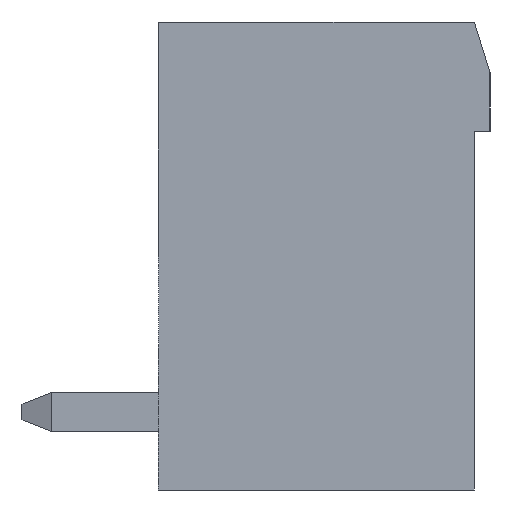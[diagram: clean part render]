
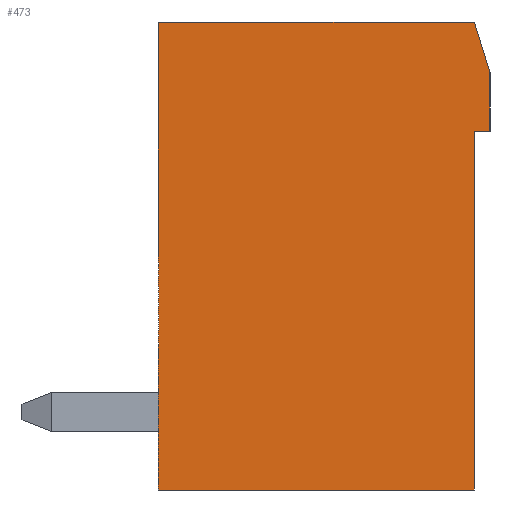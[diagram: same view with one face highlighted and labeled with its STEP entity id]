
A CAD part, left-side view. The second image highlights one B-rep face of the part: STEP entity #473.
In plain terms, the highlighted planar face has unit normal (-1, 0, 0).
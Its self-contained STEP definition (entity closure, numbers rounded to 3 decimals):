
#473 = ADVANCED_FACE( '', ( #1089 ), #1090, .T. );
#1089 = FACE_OUTER_BOUND( '', #1886, .T. );
#1090 = PLANE( '', #1887 );
#1886 = EDGE_LOOP( '', ( #3020, #3021, #3022, #3023, #3024, #3025, #3026 ) );
#1887 = AXIS2_PLACEMENT_3D( '', #3027, #3028, #3029 );
#3020 = ORIENTED_EDGE( '', *, *, #5176, .T. );
#3021 = ORIENTED_EDGE( '', *, *, #5159, .T. );
#3022 = ORIENTED_EDGE( '', *, *, #5177, .T. );
#3023 = ORIENTED_EDGE( '', *, *, #4884, .T. );
#3024 = ORIENTED_EDGE( '', *, *, #5178, .T. );
#3025 = ORIENTED_EDGE( '', *, *, #5179, .T. );
#3026 = ORIENTED_EDGE( '', *, *, #5180, .T. );
#3027 = CARTESIAN_POINT( '', ( -17.78, 0., 0. ) );
#3028 = DIRECTION( '', ( -1., 0., 0. ) );
#3029 = DIRECTION( '', ( 0., 0., 1. ) );
#4884 = EDGE_CURVE( '', #5838, #5836, #5839, .T. );
#5159 = EDGE_CURVE( '', #6316, #6314, #6317, .T. );
#5176 = EDGE_CURVE( '', #6343, #6316, #6344, .T. );
#5177 = EDGE_CURVE( '', #6314, #5838, #6345, .T. );
#5178 = EDGE_CURVE( '', #5836, #6346, #6347, .T. );
#5179 = EDGE_CURVE( '', #6346, #6348, #6349, .T. );
#5180 = EDGE_CURVE( '', #6348, #6343, #6350, .T. );
#5836 = VERTEX_POINT( '', #7235 );
#5838 = VERTEX_POINT( '', #7238 );
#5839 = LINE( '', #7239, #7240 );
#6314 = VERTEX_POINT( '', #8061 );
#6316 = VERTEX_POINT( '', #8064 );
#6317 = LINE( '', #8065, #8066 );
#6343 = VERTEX_POINT( '', #8103 );
#6344 = LINE( '', #8104, #8105 );
#6345 = LINE( '', #8106, #8107 );
#6346 = VERTEX_POINT( '', #8108 );
#6347 = LINE( '', #8109, #8110 );
#6348 = VERTEX_POINT( '', #8111 );
#6349 = LINE( '', #8112, #8113 );
#6350 = LINE( '', #8114, #8115 );
#7235 = CARTESIAN_POINT( '', ( -17.78, -4.05, -6. ) );
#7238 = CARTESIAN_POINT( '', ( -17.78, 4.05, -6. ) );
#7239 = CARTESIAN_POINT( '', ( -17.78, 4.05, -6. ) );
#7240 = VECTOR( '', #9391, 1000. );
#8061 = CARTESIAN_POINT( '', ( -17.78, 4.05, 6. ) );
#8064 = CARTESIAN_POINT( '', ( -17.78, -4.05, 6. ) );
#8065 = CARTESIAN_POINT( '', ( -17.78, -4.05, 6. ) );
#8066 = VECTOR( '', #9664, 1000. );
#8103 = CARTESIAN_POINT( '', ( -17.78, -4.45, 4.7 ) );
#8104 = CARTESIAN_POINT( '', ( -17.78, -4.45, 4.7 ) );
#8105 = VECTOR( '', #9679, 1000. );
#8106 = CARTESIAN_POINT( '', ( -17.78, 4.05, 6. ) );
#8107 = VECTOR( '', #9680, 1000. );
#8108 = CARTESIAN_POINT( '', ( -17.78, -4.05, 3.2 ) );
#8109 = CARTESIAN_POINT( '', ( -17.78, -4.05, -6. ) );
#8110 = VECTOR( '', #9681, 1000. );
#8111 = CARTESIAN_POINT( '', ( -17.78, -4.45, 3.2 ) );
#8112 = CARTESIAN_POINT( '', ( -17.78, -4.05, 3.2 ) );
#8113 = VECTOR( '', #9682, 1000. );
#8114 = CARTESIAN_POINT( '', ( -17.78, -4.45, 3.2 ) );
#8115 = VECTOR( '', #9683, 1000. );
#9391 = DIRECTION( '', ( 0., -1., 0. ) );
#9664 = DIRECTION( '', ( 0., 1., 0. ) );
#9679 = DIRECTION( '', ( 0., 0.294, 0.956 ) );
#9680 = DIRECTION( '', ( 0., 0., -1. ) );
#9681 = DIRECTION( '', ( 0., 0., 1. ) );
#9682 = DIRECTION( '', ( 0., -1., 0. ) );
#9683 = DIRECTION( '', ( 0., 0., 1. ) );
